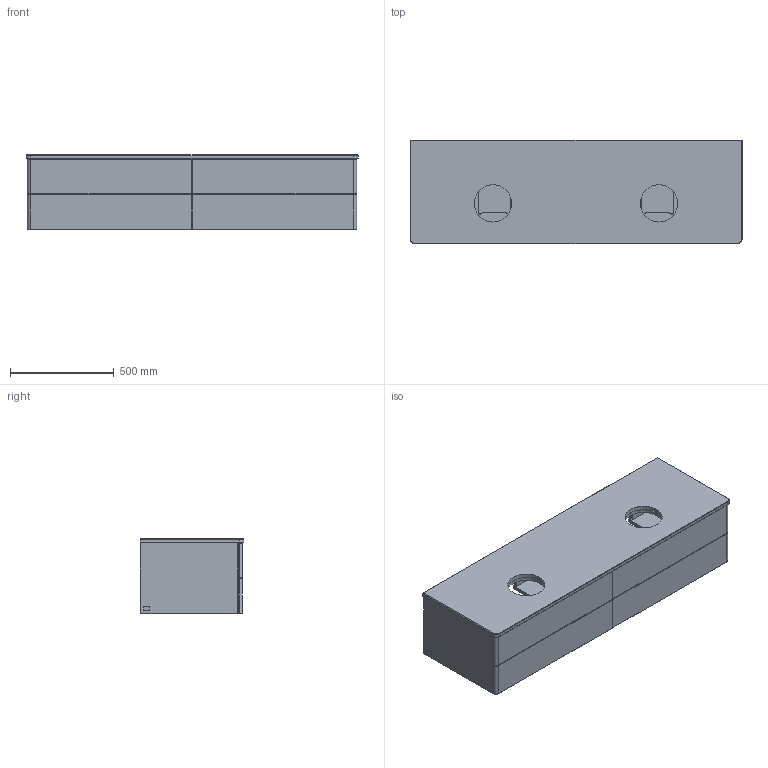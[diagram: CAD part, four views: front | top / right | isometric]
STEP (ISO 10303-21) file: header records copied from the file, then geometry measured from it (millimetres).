
FILE_DESCRIPTION((' '),'2;1');
FILE_NAME('K280_L280.stp','2023-04-05T07:23:43',(' '),(' '),' ','ACIS',' ');
FILE_SCHEMA(('CONFIG_CONTROL_DESIGN'));
Length unit declared in the file: millimetre
Products named in the file (24): K280_L280.stp; Körper1; Körper2; Körper3; Körper4; Körper5; Körper6; Körper7; Körper8; Körper9; Körper10; Körper11; Körper12; Körper13; Körper14; Körper15; Körper16; Körper17; Körper18; Körper19; Körper20; Körper21; Körper22; Körper23
Assembly tree (23 placements, depth 2):
  K280_L280.stp
    Körper1
    Körper2
    Körper3
    Körper4
    Körper5
    Körper6
    Körper7
    Körper8
    Körper9
    Körper10
    Körper11
    Körper12
    Körper13
    Körper14
    Körper15
    Körper16
    Körper17
    Körper18
    Körper19
    Körper20
    Körper21
    Körper22
    Körper23
Bounding box: 1600 x 500 x 360 mm (x, y, z)
Volume: 71149518.4 mm3; surface area: 9207117.4 mm2
Topology: 23 solids, 23 shells, 306 faces, 692 edges, 428 vertices
Faces by surface type: plane 248, cylinder 38, cone 12, torus 4, sphere 4
Full cylindrical faces by diameter (mm): 35 x2, 180 x4
Entity records: 11733 total; most frequent: DIRECTION 1480, CARTESIAN_POINT 1463, ORIENTED_EDGE 1364, EDGE_CURVE 682, VECTOR 590, LINE 590, AXIS2_PLACEMENT_3D 445, VERTEX_POINT 428
